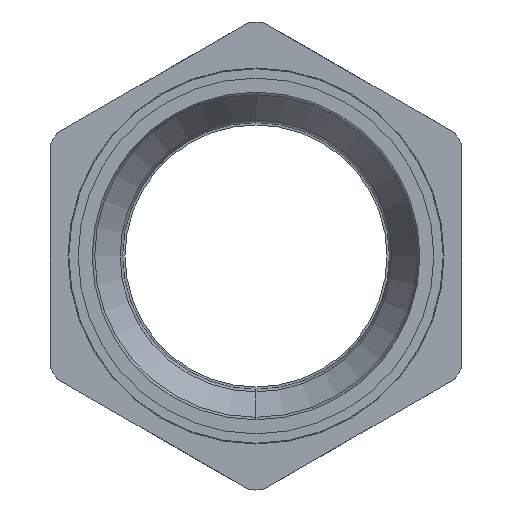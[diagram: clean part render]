
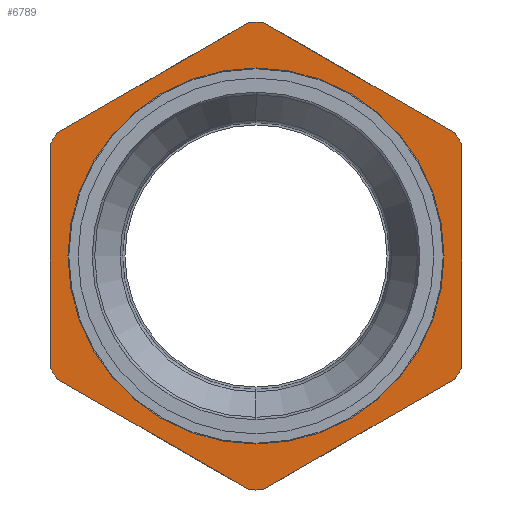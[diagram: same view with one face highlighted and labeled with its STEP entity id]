
A CAD part, front view. The second image highlights one B-rep face of the part: STEP entity #6789.
In plain terms, the highlighted planar face has unit normal (0, -1, 0).
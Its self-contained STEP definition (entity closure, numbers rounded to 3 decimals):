
#23 = DIRECTION ( 'NONE',  ( -0.866, 0., 0.5 ) ) ;
#25 = DIRECTION ( 'NONE',  ( -0.866, 0., -0.5 ) ) ;
#29 = VERTEX_POINT ( 'NONE', #6551 ) ;
#93 = AXIS2_PLACEMENT_3D ( 'NONE', #882, #7514, #5810 ) ;
#344 = CARTESIAN_POINT ( 'NONE',  ( 0.717, -8.15, -24.99 ) ) ;
#379 = FACE_OUTER_BOUND ( 'NONE', #8199, .T. ) ;
#409 = EDGE_CURVE ( 'NONE', #8126, #29, #6125, .T. ) ;
#429 = PLANE ( 'NONE',  #2023 ) ;
#473 = ORIENTED_EDGE ( 'NONE', *, *, #5059, .T. ) ;
#556 = CARTESIAN_POINT ( 'NONE',  ( 0.717, -8.15, 24.99 ) ) ;
#631 = CARTESIAN_POINT ( 'NONE',  ( 0., -8.15, 0. ) ) ;
#690 = EDGE_CURVE ( 'NONE', #6276, #6445, #10448, .T. ) ;
#882 = CARTESIAN_POINT ( 'NONE',  ( 0., -8.15, 0. ) ) ;
#899 = CARTESIAN_POINT ( 'NONE',  ( 22., -8.15, 12.702 ) ) ;
#909 = AXIS2_PLACEMENT_3D ( 'NONE', #7377, #3978, #6573 ) ;
#971 = CARTESIAN_POINT ( 'NONE',  ( 0., -8.15, 25.403 ) ) ;
#978 = DIRECTION ( 'NONE',  ( 0., 0., -1. ) ) ;
#1002 = ORIENTED_EDGE ( 'NONE', *, *, #10326, .T. ) ;
#1040 = EDGE_CURVE ( 'NONE', #6051, #6903, #5226, .T. ) ;
#1205 = CARTESIAN_POINT ( 'NONE',  ( 0., -8.15, -20.088 ) ) ;
#1215 = ORIENTED_EDGE ( 'NONE', *, *, #10688, .T. ) ;
#1274 = DIRECTION ( 'NONE',  ( 0., 0., -1. ) ) ;
#1313 = DIRECTION ( 'NONE',  ( 0., 0., 1. ) ) ;
#1397 = DIRECTION ( 'NONE',  ( 0., -1., 0. ) ) ;
#1431 = CARTESIAN_POINT ( 'NONE',  ( -21.283, -8.15, 13.115 ) ) ;
#1576 = DIRECTION ( 'NONE',  ( 0., -1., 0. ) ) ;
#1675 = VECTOR ( 'NONE', #23, 1000. ) ;
#1703 = VECTOR ( 'NONE', #9679, 1000. ) ;
#1748 = CARTESIAN_POINT ( 'NONE',  ( -21.283, -8.15, -13.115 ) ) ;
#1756 = ORIENTED_EDGE ( 'NONE', *, *, #5494, .T. ) ;
#2017 = CIRCLE ( 'NONE', #8682, 25. ) ;
#2023 = AXIS2_PLACEMENT_3D ( 'NONE', #7024, #9623, #5370 ) ;
#2082 = DIRECTION ( 'NONE',  ( 0., 0., -1. ) ) ;
#2369 = AXIS2_PLACEMENT_3D ( 'NONE', #9628, #4627, #1274 ) ;
#2613 = EDGE_CURVE ( 'NONE', #6903, #10476, #3045, .T. ) ;
#2857 = CARTESIAN_POINT ( 'NONE',  ( 0., -8.15, 0. ) ) ;
#3045 = CIRCLE ( 'NONE', #93, 25. ) ;
#3130 = CARTESIAN_POINT ( 'NONE',  ( 0., -8.15, 0. ) ) ;
#3192 = ORIENTED_EDGE ( 'NONE', *, *, #4931, .T. ) ;
#3258 = LINE ( 'NONE', #899, #5475 ) ;
#3391 = AXIS2_PLACEMENT_3D ( 'NONE', #4246, #1576, #6646 ) ;
#3493 = VERTEX_POINT ( 'NONE', #6342 ) ;
#3697 = DIRECTION ( 'NONE',  ( 0.866, 0., 0.5 ) ) ;
#3795 = CARTESIAN_POINT ( 'NONE',  ( -22., -8.15, -12.702 ) ) ;
#3882 = CARTESIAN_POINT ( 'NONE',  ( -0.717, -8.15, -24.99 ) ) ;
#3890 = CARTESIAN_POINT ( 'NONE',  ( -22., -8.15, 12.702 ) ) ;
#3978 = DIRECTION ( 'NONE',  ( 0., -1., 0. ) ) ;
#4007 = DIRECTION ( 'NONE',  ( 0., -1., 0. ) ) ;
#4009 = ORIENTED_EDGE ( 'NONE', *, *, #9051, .F. ) ;
#4071 = CARTESIAN_POINT ( 'NONE',  ( 22., -8.15, -11.874 ) ) ;
#4228 = VERTEX_POINT ( 'NONE', #5905 ) ;
#4246 = CARTESIAN_POINT ( 'NONE',  ( 0., -8.15, 0. ) ) ;
#4370 = DIRECTION ( 'NONE',  ( 0., 0., 1. ) ) ;
#4396 = LINE ( 'NONE', #8657, #9872 ) ;
#4576 = DIRECTION ( 'NONE',  ( 0., 0., -1. ) ) ;
#4627 = DIRECTION ( 'NONE',  ( 0., -1., 0. ) ) ;
#4704 = AXIS2_PLACEMENT_3D ( 'NONE', #9149, #4007, #6634 ) ;
#4799 = LINE ( 'NONE', #971, #1675 ) ;
#4803 = ORIENTED_EDGE ( 'NONE', *, *, #9285, .T. ) ;
#4904 = VERTEX_POINT ( 'NONE', #4071 ) ;
#4931 = EDGE_CURVE ( 'NONE', #3493, #8126, #10195, .T. ) ;
#4933 = FACE_BOUND ( 'NONE', #10359, .T. ) ;
#5007 = ORIENTED_EDGE ( 'NONE', *, *, #690, .T. ) ;
#5012 = CIRCLE ( 'NONE', #4704, 20.088 ) ;
#5021 = DIRECTION ( 'NONE',  ( 0., -1., 0. ) ) ;
#5059 = EDGE_CURVE ( 'NONE', #4904, #6276, #3258, .T. ) ;
#5126 = ORIENTED_EDGE ( 'NONE', *, *, #409, .T. ) ;
#5149 = CIRCLE ( 'NONE', #9802, 20.088 ) ;
#5226 = LINE ( 'NONE', #7261, #1703 ) ;
#5370 = DIRECTION ( 'NONE',  ( 0., 0., 1. ) ) ;
#5406 = AXIS2_PLACEMENT_3D ( 'NONE', #10015, #5021, #978 ) ;
#5408 = ORIENTED_EDGE ( 'NONE', *, *, #1040, .T. ) ;
#5475 = VECTOR ( 'NONE', #4370, 1000. ) ;
#5494 = EDGE_CURVE ( 'NONE', #10476, #9290, #6247, .T. ) ;
#5566 = DIRECTION ( 'NONE',  ( 0., 0., -1. ) ) ;
#5582 = ORIENTED_EDGE ( 'NONE', *, *, #9573, .F. ) ;
#5640 = LINE ( 'NONE', #3795, #10373 ) ;
#5737 = ORIENTED_EDGE ( 'NONE', *, *, #9479, .T. ) ;
#5798 = CIRCLE ( 'NONE', #5406, 25. ) ;
#5810 = DIRECTION ( 'NONE',  ( 0., 0., -1. ) ) ;
#5858 = VECTOR ( 'NONE', #25, 1000. ) ;
#5905 = CARTESIAN_POINT ( 'NONE',  ( -22., -8.15, -11.874 ) ) ;
#6051 = VERTEX_POINT ( 'NONE', #1748 ) ;
#6125 = CIRCLE ( 'NONE', #2369, 25. ) ;
#6247 = CIRCLE ( 'NONE', #3391, 25. ) ;
#6276 = VERTEX_POINT ( 'NONE', #6371 ) ;
#6342 = CARTESIAN_POINT ( 'NONE',  ( -0.717, -8.15, 24.99 ) ) ;
#6371 = CARTESIAN_POINT ( 'NONE',  ( 22., -8.15, 11.874 ) ) ;
#6445 = VERTEX_POINT ( 'NONE', #6548 ) ;
#6548 = CARTESIAN_POINT ( 'NONE',  ( 21.283, -8.15, 13.115 ) ) ;
#6551 = CARTESIAN_POINT ( 'NONE',  ( -22., -8.15, 11.874 ) ) ;
#6559 = EDGE_CURVE ( 'NONE', #6445, #9437, #4799, .T. ) ;
#6573 = DIRECTION ( 'NONE',  ( 0., 0., -1. ) ) ;
#6634 = DIRECTION ( 'NONE',  ( 0., 0., 1. ) ) ;
#6646 = DIRECTION ( 'NONE',  ( 0., 0., -1. ) ) ;
#6789 = ADVANCED_FACE ( 'NONE', ( #379, #4933 ), #429, .F. ) ;
#6903 = VERTEX_POINT ( 'NONE', #3882 ) ;
#7024 = CARTESIAN_POINT ( 'NONE',  ( -25., -8.15, 0. ) ) ;
#7261 = CARTESIAN_POINT ( 'NONE',  ( 0., -8.15, -25.403 ) ) ;
#7377 = CARTESIAN_POINT ( 'NONE',  ( 0., -8.15, 0. ) ) ;
#7467 = ORIENTED_EDGE ( 'NONE', *, *, #6559, .T. ) ;
#7514 = DIRECTION ( 'NONE',  ( 0., -1., 0. ) ) ;
#7692 = VERTEX_POINT ( 'NONE', #9517 ) ;
#7780 = VERTEX_POINT ( 'NONE', #1205 ) ;
#8126 = VERTEX_POINT ( 'NONE', #1431 ) ;
#8199 = EDGE_LOOP ( 'NONE', ( #473, #5007, #7467, #1215, #3192, #5126, #8287, #5737, #5408, #10260, #1756, #1002, #4803 ) ) ;
#8287 = ORIENTED_EDGE ( 'NONE', *, *, #9363, .T. ) ;
#8534 = CIRCLE ( 'NONE', #9532, 25. ) ;
#8657 = CARTESIAN_POINT ( 'NONE',  ( 22., -8.15, -12.702 ) ) ;
#8682 = AXIS2_PLACEMENT_3D ( 'NONE', #2857, #8757, #4576 ) ;
#8757 = DIRECTION ( 'NONE',  ( 0., -1., 0. ) ) ;
#8825 = VERTEX_POINT ( 'NONE', #10209 ) ;
#9051 = EDGE_CURVE ( 'NONE', #8825, #7780, #5149, .T. ) ;
#9149 = CARTESIAN_POINT ( 'NONE',  ( 0., -8.15, 0. ) ) ;
#9285 = EDGE_CURVE ( 'NONE', #7692, #4904, #2017, .T. ) ;
#9290 = VERTEX_POINT ( 'NONE', #344 ) ;
#9363 = EDGE_CURVE ( 'NONE', #29, #4228, #5640, .T. ) ;
#9437 = VERTEX_POINT ( 'NONE', #556 ) ;
#9479 = EDGE_CURVE ( 'NONE', #4228, #6051, #8534, .T. ) ;
#9517 = CARTESIAN_POINT ( 'NONE',  ( 21.283, -8.15, -13.115 ) ) ;
#9532 = AXIS2_PLACEMENT_3D ( 'NONE', #631, #1397, #5566 ) ;
#9573 = EDGE_CURVE ( 'NONE', #7780, #8825, #5012, .T. ) ;
#9623 = DIRECTION ( 'NONE',  ( 0., 1., 0. ) ) ;
#9628 = CARTESIAN_POINT ( 'NONE',  ( 0., -8.15, 0. ) ) ;
#9679 = DIRECTION ( 'NONE',  ( 0.866, 0., -0.5 ) ) ;
#9802 = AXIS2_PLACEMENT_3D ( 'NONE', #3130, #10634, #1313 ) ;
#9872 = VECTOR ( 'NONE', #3697, 1000. ) ;
#10015 = CARTESIAN_POINT ( 'NONE',  ( 0., -8.15, 0. ) ) ;
#10195 = LINE ( 'NONE', #3890, #5858 ) ;
#10209 = CARTESIAN_POINT ( 'NONE',  ( 0., -8.15, 20.088 ) ) ;
#10260 = ORIENTED_EDGE ( 'NONE', *, *, #2613, .T. ) ;
#10326 = EDGE_CURVE ( 'NONE', #9290, #7692, #4396, .T. ) ;
#10359 = EDGE_LOOP ( 'NONE', ( #5582, #4009 ) ) ;
#10373 = VECTOR ( 'NONE', #2082, 1000. ) ;
#10448 = CIRCLE ( 'NONE', #909, 25. ) ;
#10476 = VERTEX_POINT ( 'NONE', #10553 ) ;
#10553 = CARTESIAN_POINT ( 'NONE',  ( 0., -8.15, -25. ) ) ;
#10634 = DIRECTION ( 'NONE',  ( 0., -1., 0. ) ) ;
#10688 = EDGE_CURVE ( 'NONE', #9437, #3493, #5798, .T. ) ;
